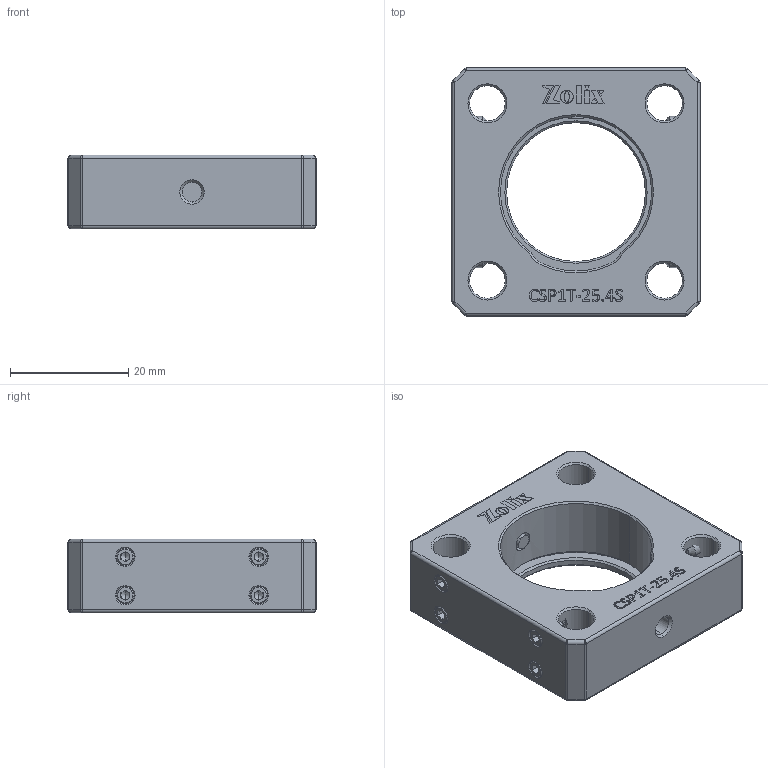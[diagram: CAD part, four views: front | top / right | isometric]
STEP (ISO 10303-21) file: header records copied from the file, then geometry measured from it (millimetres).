
FILE_DESCRIPTION (( 'STEP AP203' ), '1' );
FILE_NAME ('CSP1T-25.4S.STEP', '2025-06-18T01:22:56', ( '' ), ( '' ), 'SwSTEP 2.0', 'SolidWorks 2020', '' );
FILE_SCHEMA (( 'CONFIG_CONTROL_DESIGN' ));
Length unit declared in the file: millimetre
Products named in the file (1): CSP1T-25.4S
Bounding box: 42 x 42 x 12.5 mm (x, y, z)
Volume: 14012.9 mm3; surface area: 7534.2 mm2
Topology: 10 solids, 10 shells, 682 faces, 1770 edges, 1077 vertices
Faces by surface type: plane 357, cone 132, bspline 95, cylinder 82, sphere 16
Entity records: 25439 total; most frequent: CARTESIAN_POINT 9503, ORIENTED_EDGE 3408, DIRECTION 3008, EDGE_CURVE 1704, LINE 1156, VECTOR 1156, VERTEX_POINT 1077, AXIS2_PLACEMENT_3D 926
